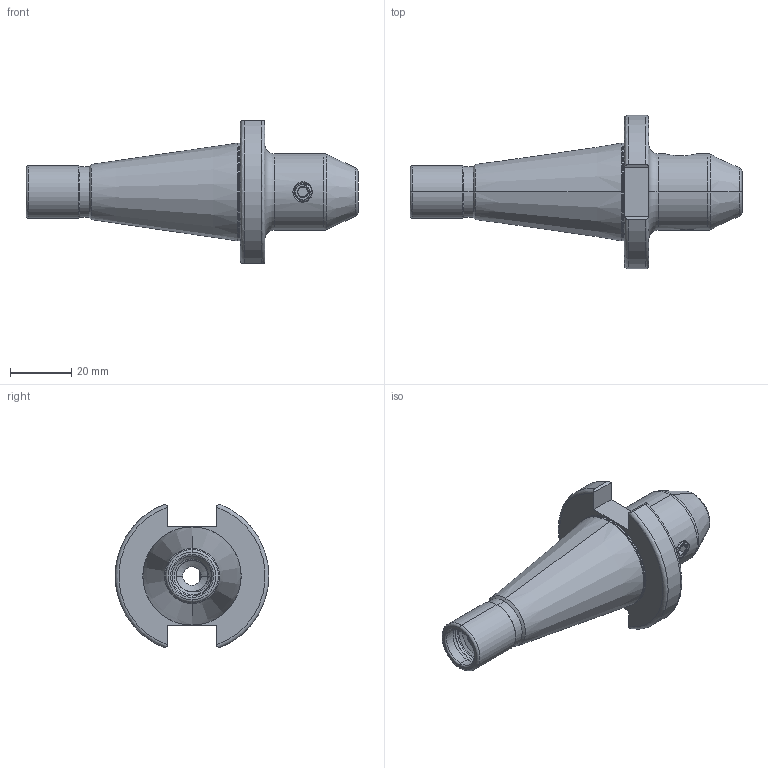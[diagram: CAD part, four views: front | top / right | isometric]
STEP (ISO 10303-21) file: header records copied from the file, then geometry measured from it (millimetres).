
FILE_DESCRIPTION (( 'STEP AP203' ), '1' );
FILE_NAME ('301.04.06.STEP', '2016-11-26T04:00:00', ( '' ), ( '' ), 'SwSTEP 2.0', 'SolidWorks 2012', '' );
FILE_SCHEMA (( 'CONFIG_CONTROL_DESIGN' ));
Length unit declared in the file: millimetre
Products named in the file (3): 301.04.06; 側固6_M6x1_10L
Assembly tree (2 placements, depth 2):
  301.04.06
    301.04.06
    側固6_M6x1_10L
Bounding box: 108.4 x 50.2 x 46.86 mm (x, y, z)
Volume: 48545.5 mm3; surface area: 15302.4 mm2
Topology: 2 solids, 2 shells, 172 faces, 449 edges, 285 vertices
Faces by surface type: cylinder 76, cone 27, torus 24, plane 24, bspline 19, sphere 2
Entity records: 15604 total; most frequent: CARTESIAN_POINT 11619, ORIENTED_EDGE 894, DIRECTION 655, EDGE_CURVE 447, VERTEX_POINT 285, AXIS2_PLACEMENT_3D 261, EDGE_LOOP 182, ADVANCED_FACE 172
